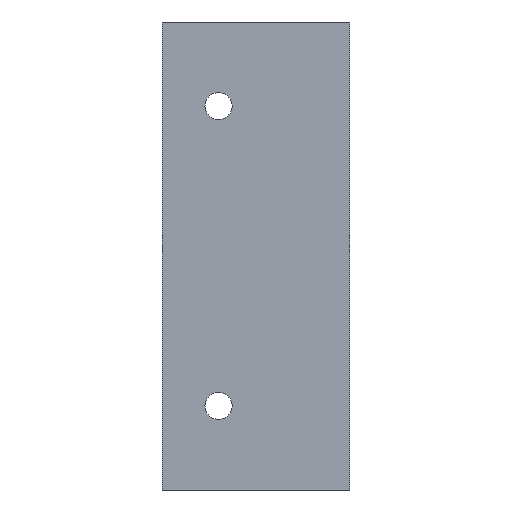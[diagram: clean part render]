
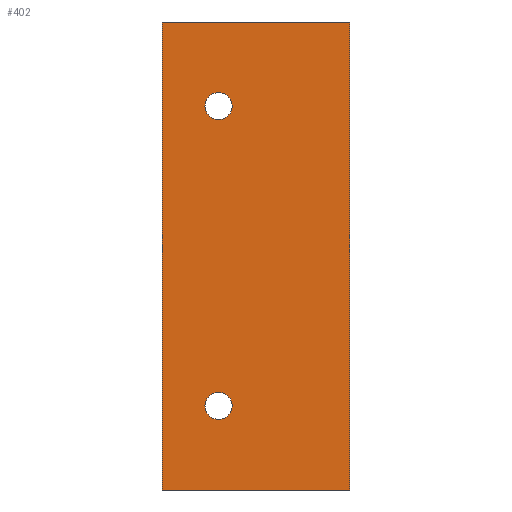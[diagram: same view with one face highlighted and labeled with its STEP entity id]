
A CAD part, left-side view. The second image highlights one B-rep face of the part: STEP entity #402.
In plain terms, the highlighted planar face has unit normal (-1, 0, 0).
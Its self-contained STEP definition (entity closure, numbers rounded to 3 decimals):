
#146 = EDGE_CURVE('',#147,#149,#151,.T.);
#147 = VERTEX_POINT('',#148);
#148 = CARTESIAN_POINT('',(-96.25,12.,-25.));
#149 = VERTEX_POINT('',#150);
#150 = CARTESIAN_POINT('',(-96.25,-8.,-25.));
#151 = LINE('',#152,#153);
#152 = CARTESIAN_POINT('',(-96.25,0.,-25.));
#153 = VECTOR('',#154,1.);
#154 = DIRECTION('',(0.,-1.,0.));
#260 = VERTEX_POINT('',#261);
#261 = CARTESIAN_POINT('',(-96.25,12.,25.));
#267 = EDGE_CURVE('',#260,#268,#270,.T.);
#268 = VERTEX_POINT('',#269);
#269 = CARTESIAN_POINT('',(-96.25,-8.,25.));
#270 = LINE('',#271,#272);
#271 = CARTESIAN_POINT('',(-96.25,0.,25.));
#272 = VECTOR('',#273,1.);
#273 = DIRECTION('',(0.,-1.,0.));
#290 = EDGE_CURVE('',#268,#149,#291,.T.);
#291 = LINE('',#292,#293);
#292 = CARTESIAN_POINT('',(-96.25,-8.,25.));
#293 = VECTOR('',#294,1.);
#294 = DIRECTION('',(0.,0.,-1.));
#402 = ADVANCED_FACE('',(#403,#414,#425),#436,.T.);
#403 = FACE_BOUND('',#404,.T.);
#404 = EDGE_LOOP('',(#405,#406,#412,#413));
#405 = ORIENTED_EDGE('',*,*,#267,.F.);
#406 = ORIENTED_EDGE('',*,*,#407,.F.);
#407 = EDGE_CURVE('',#147,#260,#408,.T.);
#408 = LINE('',#409,#410);
#409 = CARTESIAN_POINT('',(-96.25,12.,-25.));
#410 = VECTOR('',#411,1.);
#411 = DIRECTION('',(0.,0.,1.));
#412 = ORIENTED_EDGE('',*,*,#146,.T.);
#413 = ORIENTED_EDGE('',*,*,#290,.F.);
#414 = FACE_BOUND('',#415,.T.);
#415 = EDGE_LOOP('',(#416));
#416 = ORIENTED_EDGE('',*,*,#417,.F.);
#417 = EDGE_CURVE('',#418,#418,#420,.T.);
#418 = VERTEX_POINT('',#419);
#419 = CARTESIAN_POINT('',(-96.25,7.45,16.));
#420 = CIRCLE('',#421,1.45);
#421 = AXIS2_PLACEMENT_3D('',#422,#423,#424);
#422 = CARTESIAN_POINT('',(-96.25,6.,16.));
#423 = DIRECTION('',(-1.,0.,0.));
#424 = DIRECTION('',(0.,1.,0.));
#425 = FACE_BOUND('',#426,.T.);
#426 = EDGE_LOOP('',(#427));
#427 = ORIENTED_EDGE('',*,*,#428,.F.);
#428 = EDGE_CURVE('',#429,#429,#431,.T.);
#429 = VERTEX_POINT('',#430);
#430 = CARTESIAN_POINT('',(-96.25,7.45,-16.));
#431 = CIRCLE('',#432,1.45);
#432 = AXIS2_PLACEMENT_3D('',#433,#434,#435);
#433 = CARTESIAN_POINT('',(-96.25,6.,-16.));
#434 = DIRECTION('',(-1.,0.,0.));
#435 = DIRECTION('',(0.,1.,0.));
#436 = PLANE('',#437);
#437 = AXIS2_PLACEMENT_3D('',#438,#439,#440);
#438 = CARTESIAN_POINT('',(-96.25,2.,0.));
#439 = DIRECTION('',(-1.,0.,0.));
#440 = DIRECTION('',(0.,1.,0.));
